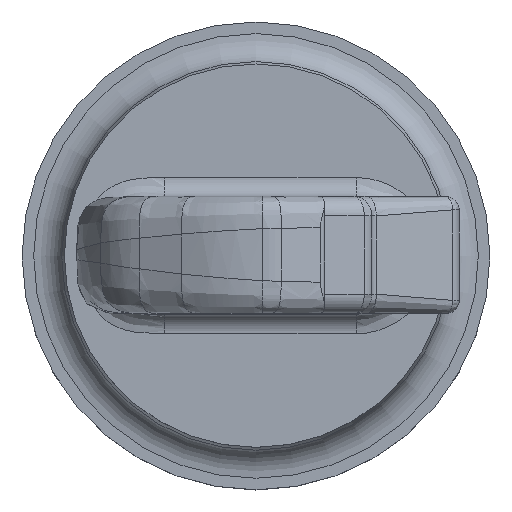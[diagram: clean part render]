
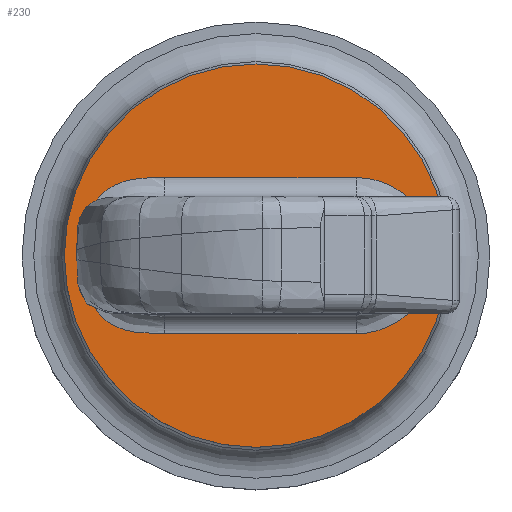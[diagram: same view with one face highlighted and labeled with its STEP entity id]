
A CAD part, top view. The second image highlights one B-rep face of the part: STEP entity #230.
In plain terms, the highlighted planar face has unit normal (0, 0, 1).
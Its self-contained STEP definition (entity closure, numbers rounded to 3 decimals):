
#37=FACE_BOUND('',#412,.T.);
#38=FACE_BOUND('',#413,.T.);
#55=CIRCLE('',#1331,11.776);
#118=PLANE('',#1332);
#230=ADVANCED_FACE('',(#37,#38),#118,.F.);
#412=EDGE_LOOP('',(#854,#855,#856,#857,#858,#859,#860));
#413=EDGE_LOOP('',(#861));
#430=LINE('',#1501,#465);
#432=LINE('',#1562,#467);
#434=LINE('',#1623,#469);
#465=VECTOR('',#1351,1.);
#467=VECTOR('',#1355,1.);
#469=VECTOR('',#1359,1.);
#854=ORIENTED_EDGE('',*,*,#1007,.T.);
#855=ORIENTED_EDGE('',*,*,#1009,.T.);
#856=ORIENTED_EDGE('',*,*,#992,.T.);
#857=ORIENTED_EDGE('',*,*,#995,.T.);
#858=ORIENTED_EDGE('',*,*,#998,.T.);
#859=ORIENTED_EDGE('',*,*,#1001,.T.);
#860=ORIENTED_EDGE('',*,*,#1004,.T.);
#861=ORIENTED_EDGE('',*,*,#1169,.T.);
#878=VERTEX_POINT('',#1493);
#880=VERTEX_POINT('',#1500);
#882=VERTEX_POINT('',#1530);
#884=VERTEX_POINT('',#1561);
#886=VERTEX_POINT('',#1591);
#888=VERTEX_POINT('',#1622);
#890=VERTEX_POINT('',#1642);
#981=VERTEX_POINT('',#5121);
#992=EDGE_CURVE('',#878,#880,#430,.T.);
#995=EDGE_CURVE('',#880,#882,#1181,.T.);
#998=EDGE_CURVE('',#882,#884,#432,.T.);
#1001=EDGE_CURVE('',#884,#886,#1185,.T.);
#1004=EDGE_CURVE('',#886,#888,#434,.T.);
#1007=EDGE_CURVE('',#888,#890,#1189,.T.);
#1009=EDGE_CURVE('',#890,#878,#1191,.T.);
#1169=EDGE_CURVE('',#981,#981,#55,.T.);
#1181=B_SPLINE_CURVE_WITH_KNOTS('',3,(#1531,#1532,#1533,#1534,#1535,#1536),
 .UNSPECIFIED.,.F.,.F.,(4,2,4),(0.,0.5,1.),.UNSPECIFIED.);
#1185=B_SPLINE_CURVE_WITH_KNOTS('',3,(#1592,#1593,#1594,#1595,#1596,#1597),
 .UNSPECIFIED.,.F.,.F.,(4,2,4),(0.,0.5,1.),.UNSPECIFIED.);
#1189=B_SPLINE_CURVE_WITH_KNOTS('',3,(#1643,#1644,#1645,#1646,#1647,#1648,
#1649,#1650,#1651,#1652),.UNSPECIFIED.,.F.,.F.,(4,2,2,2,4),(0.,0.25,0.5,
0.75,1.),.UNSPECIFIED.);
#1191=B_SPLINE_CURVE_WITH_KNOTS('',3,(#1693,#1694,#1695,#1696,#1697,#1698,
#1699,#1700,#1701,#1702),.UNSPECIFIED.,.F.,.F.,(4,2,2,2,4),(0.,0.25,0.5,
0.75,1.),.UNSPECIFIED.);
#1331=AXIS2_PLACEMENT_3D('',#5120,#1453,#1454);
#1332=AXIS2_PLACEMENT_3D('',#5122,#1455,#1456);
#1351=DIRECTION('',(1.,0.,0.));
#1355=DIRECTION('',(0.,-1.,0.));
#1359=DIRECTION('',(-1.,0.,0.));
#1453=DIRECTION('',(0.,0.,1.));
#1454=DIRECTION('',(-1.,0.,0.));
#1455=DIRECTION('',(0.,0.,-1.));
#1456=DIRECTION('',(-1.,0.,0.));
#1493=CARTESIAN_POINT('',(-5.617,49.8,14.3));
#1500=CARTESIAN_POINT('',(6.155,49.8,14.3));
#1501=CARTESIAN_POINT('',(16.576,49.8,14.3));
#1530=CARTESIAN_POINT('',(10.937,45.016,14.3));
#1531=CARTESIAN_POINT('',(6.155,49.8,14.3));
#1532=CARTESIAN_POINT('',(7.418,49.8,14.3));
#1533=CARTESIAN_POINT('',(8.653,49.281,14.3));
#1534=CARTESIAN_POINT('',(10.418,47.518,14.3));
#1535=CARTESIAN_POINT('',(10.937,46.279,14.3));
#1536=CARTESIAN_POINT('',(10.937,45.016,14.3));
#1561=CARTESIAN_POINT('',(10.937,44.984,14.3));
#1562=CARTESIAN_POINT('',(10.937,41.4,14.3));
#1591=CARTESIAN_POINT('',(6.155,40.2,14.3));
#1592=CARTESIAN_POINT('',(10.937,44.984,14.3));
#1593=CARTESIAN_POINT('',(10.937,43.721,14.3));
#1594=CARTESIAN_POINT('',(10.42,42.485,14.3));
#1595=CARTESIAN_POINT('',(8.656,40.72,14.3));
#1596=CARTESIAN_POINT('',(7.418,40.2,14.3));
#1597=CARTESIAN_POINT('',(6.155,40.2,14.3));
#1622=CARTESIAN_POINT('',(-5.616,40.2,14.3));
#1623=CARTESIAN_POINT('',(-12.976,40.2,14.3));
#1642=CARTESIAN_POINT('',(-10.477,44.998,14.3));
#1643=CARTESIAN_POINT('',(-5.616,40.2,14.3));
#1644=CARTESIAN_POINT('',(-6.284,40.2,14.3));
#1645=CARTESIAN_POINT('',(-6.952,40.202,14.3));
#1646=CARTESIAN_POINT('',(-8.256,40.447,14.3));
#1647=CARTESIAN_POINT('',(-8.913,40.709,14.3));
#1648=CARTESIAN_POINT('',(-9.908,41.657,14.3));
#1649=CARTESIAN_POINT('',(-10.199,42.298,14.3));
#1650=CARTESIAN_POINT('',(-10.475,43.626,14.3));
#1651=CARTESIAN_POINT('',(-10.477,44.316,14.3));
#1652=CARTESIAN_POINT('',(-10.477,44.997,14.3));
#1693=CARTESIAN_POINT('',(-10.477,45.004,14.3));
#1694=CARTESIAN_POINT('',(-10.477,45.677,14.3));
#1695=CARTESIAN_POINT('',(-10.476,46.351,14.3));
#1696=CARTESIAN_POINT('',(-10.208,47.673,14.3));
#1697=CARTESIAN_POINT('',(-9.917,48.323,14.3));
#1698=CARTESIAN_POINT('',(-8.955,49.263,14.3));
#1699=CARTESIAN_POINT('',(-8.296,49.542,14.3));
#1700=CARTESIAN_POINT('',(-6.975,49.798,14.3));
#1701=CARTESIAN_POINT('',(-6.293,49.8,14.3));
#1702=CARTESIAN_POINT('',(-5.616,49.8,14.3));
#5120=CARTESIAN_POINT('',(0.,45.,14.3));
#5121=CARTESIAN_POINT('',(-11.776,45.,14.3));
#5122=CARTESIAN_POINT('',(-12.976,45.,14.3));
